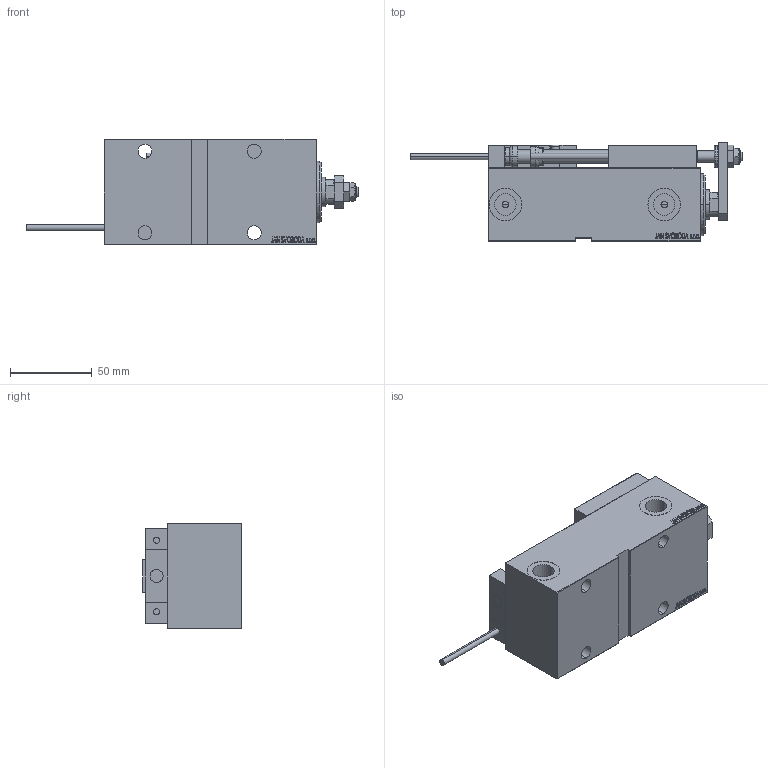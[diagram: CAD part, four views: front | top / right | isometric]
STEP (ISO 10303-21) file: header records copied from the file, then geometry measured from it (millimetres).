
FILE_DESCRIPTION (( 'STEP AP203' ), '1' );
FILE_NAME ('c74e.STEP', '2022-04-17T11:32:50', ( '' ), ( '' ), 'SwSTEP 2.0', 'SolidWorks 2019', '' );
FILE_SCHEMA (( 'CONFIG_CONTROL_DESIGN' ));
Length unit declared in the file: millimetre
Products named in the file (16): KONCOVKA dd7911cea4d38a4a8a93c19757208ccc; NUT_D12 dd7911cea4d38a4a8a93c19757208ccc; V450CM_VC_B dd7911cea4d38a4a8a93c19757208ccc; NUT_D10 dd7911cea4d38a4a8a93c19757208ccc; ZARAZKA dd7911cea4d38a4a8a93c19757208ccc; MAGNET dd7911cea4d38a4a8a93c19757208ccc; V450CM_E_VCP dd7911cea4d38a4a8a93c19757208ccc; Block dd7911cea4d38a4a8a93c19757208ccc; SWITCH_X_FRONT_BACK dd7911cea4d38a4a8a93c19757208ccc; SWITCH DIM B,W dd7911cea4d38a4a8a93c19757208ccc; ALLEN BOLT D5 dd7911cea4d38a4a8a93c19757208ccc; TYC_L79 dd7911cea4d38a4a8a93c19757208ccc; SWITCH X dd7911cea4d38a4a8a93c19757208ccc; ALLEN BOLT D8 dd7911cea4d38a4a8a93c19757208ccc; c74e; V450CM_E_Body dd7911cea4d38a4a8a93c19757208ccc
Assembly tree (25 placements, depth 3):
  c74e
    V450CM_E_Body dd7911cea4d38a4a8a93c19757208ccc
    V450CM_E_VCP dd7911cea4d38a4a8a93c19757208ccc
    V450CM_VC_B dd7911cea4d38a4a8a93c19757208ccc
    SWITCH X dd7911cea4d38a4a8a93c19757208ccc
      SWITCH_X_FRONT_BACK dd7911cea4d38a4a8a93c19757208ccc  x2
      TYC_L79 dd7911cea4d38a4a8a93c19757208ccc
      Block dd7911cea4d38a4a8a93c19757208ccc  x2
      ALLEN BOLT D5 dd7911cea4d38a4a8a93c19757208ccc  x4
      ALLEN BOLT D8 dd7911cea4d38a4a8a93c19757208ccc  x4
      MAGNET dd7911cea4d38a4a8a93c19757208ccc  x2
      KONCOVKA dd7911cea4d38a4a8a93c19757208ccc  x2
    SWITCH DIM B,W dd7911cea4d38a4a8a93c19757208ccc
    ZARAZKA dd7911cea4d38a4a8a93c19757208ccc
    NUT_D10 dd7911cea4d38a4a8a93c19757208ccc
    NUT_D12 dd7911cea4d38a4a8a93c19757208ccc
Bounding box: 203.7 x 60.5 x 65 mm (x, y, z)
Volume: 388049.1 mm3; surface area: 91136.7 mm2
Topology: 24 solids, 24 shells, 1313 faces, 3152 edges, 2014 vertices
Faces by surface type: plane 576, bspline 380, cylinder 196, cone 113, torus 44, sphere 4
Entity records: 50875 total; most frequent: CARTESIAN_POINT 25739, ORIENTED_EDGE 5324, DIRECTION 3605, EDGE_CURVE 2662, VERTEX_POINT 1738, LINE 1529, VECTOR 1529, EDGE_LOOP 1228
